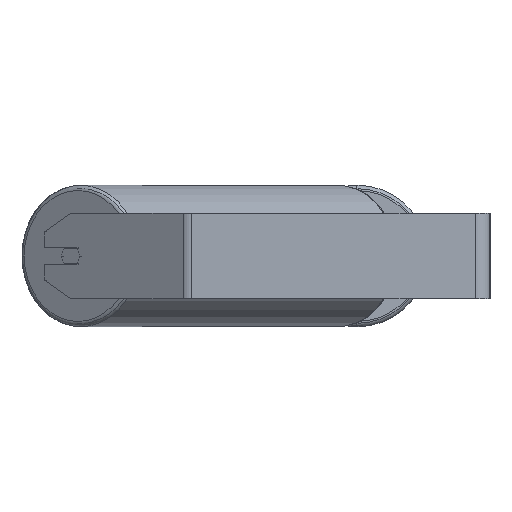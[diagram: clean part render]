
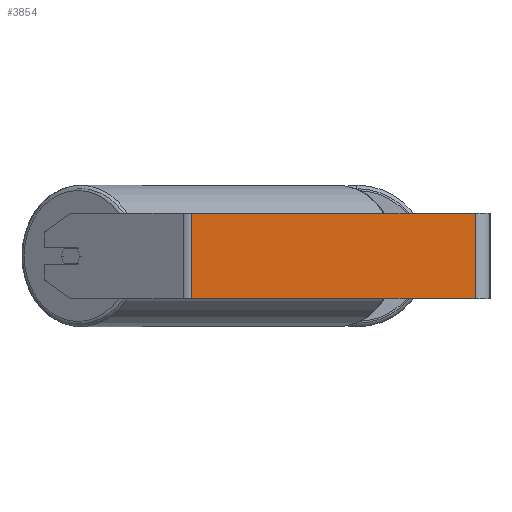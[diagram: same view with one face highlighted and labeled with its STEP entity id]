
A CAD part, left-side view. The second image highlights one B-rep face of the part: STEP entity #3854.
In plain terms, the highlighted planar face has unit normal (-1, 0, 0).
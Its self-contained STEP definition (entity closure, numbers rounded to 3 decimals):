
#637 = DIRECTION ( 'NONE',  ( 0., 0., -1. ) ) ;
#691 = AXIS2_PLACEMENT_3D ( 'NONE', #7447, #4608, #637 ) ;
#796 = CARTESIAN_POINT ( 'NONE',  ( -700., 14., 40. ) ) ;
#898 = ORIENTED_EDGE ( 'NONE', *, *, #5416, .T. ) ;
#1750 = DIRECTION ( 'NONE',  ( 0., 0., -1. ) ) ;
#1877 = VECTOR ( 'NONE', #4859, 1000. ) ;
#1973 = CARTESIAN_POINT ( 'NONE',  ( -700., 280.283, 40. ) ) ;
#2162 = CARTESIAN_POINT ( 'NONE',  ( -700., 284.697, 40. ) ) ;
#2309 = CARTESIAN_POINT ( 'NONE',  ( -700., 280.283, 40. ) ) ;
#2944 = LINE ( 'NONE', #6416, #6780 ) ;
#3120 = EDGE_LOOP ( 'NONE', ( #898, #8504, #7190, #6128 ) ) ;
#3373 = LINE ( 'NONE', #2162, #1877 ) ;
#3568 = DIRECTION ( 'NONE',  ( 0., 0., -1. ) ) ;
#3854 = ADVANCED_FACE ( 'NONE', ( #8692 ), #5411, .F. ) ;
#4242 = CARTESIAN_POINT ( 'NONE',  ( -700., 280.283, -40. ) ) ;
#4418 = VERTEX_POINT ( 'NONE', #796 ) ;
#4608 = DIRECTION ( 'NONE',  ( 1., 0., 0. ) ) ;
#4780 = VERTEX_POINT ( 'NONE', #8292 ) ;
#4859 = DIRECTION ( 'NONE',  ( 0., -1., 0. ) ) ;
#5118 = EDGE_CURVE ( 'NONE', #4418, #4780, #2944, .T. ) ;
#5133 = LINE ( 'NONE', #7803, #8326 ) ;
#5411 = PLANE ( 'NONE',  #691 ) ;
#5416 = EDGE_CURVE ( 'NONE', #5751, #4780, #5133, .T. ) ;
#5751 = VERTEX_POINT ( 'NONE', #4242 ) ;
#6128 = ORIENTED_EDGE ( 'NONE', *, *, #6507, .T. ) ;
#6342 = VERTEX_POINT ( 'NONE', #1973 ) ;
#6416 = CARTESIAN_POINT ( 'NONE',  ( -700., 14., 40. ) ) ;
#6507 = EDGE_CURVE ( 'NONE', #6342, #5751, #7715, .T. ) ;
#6780 = VECTOR ( 'NONE', #3568, 1000. ) ;
#7190 = ORIENTED_EDGE ( 'NONE', *, *, #8565, .F. ) ;
#7221 = VECTOR ( 'NONE', #1750, 1000. ) ;
#7447 = CARTESIAN_POINT ( 'NONE',  ( -700., 284.697, 40. ) ) ;
#7715 = LINE ( 'NONE', #2309, #7221 ) ;
#7803 = CARTESIAN_POINT ( 'NONE',  ( -700., 284.697, -40. ) ) ;
#8292 = CARTESIAN_POINT ( 'NONE',  ( -700., 14., -40. ) ) ;
#8326 = VECTOR ( 'NONE', #8544, 1000. ) ;
#8504 = ORIENTED_EDGE ( 'NONE', *, *, #5118, .F. ) ;
#8544 = DIRECTION ( 'NONE',  ( 0., -1., 0. ) ) ;
#8565 = EDGE_CURVE ( 'NONE', #6342, #4418, #3373, .T. ) ;
#8692 = FACE_OUTER_BOUND ( 'NONE', #3120, .T. ) ;
